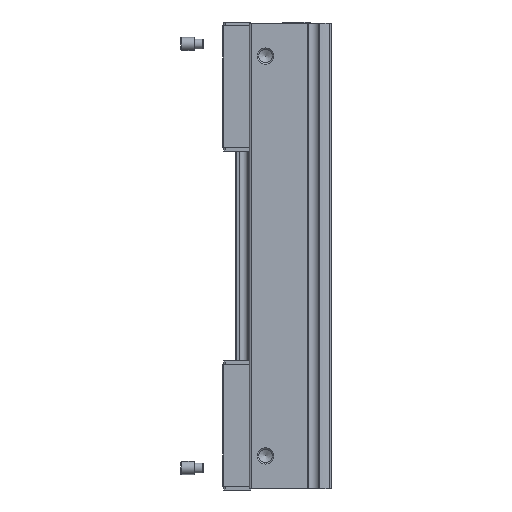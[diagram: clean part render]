
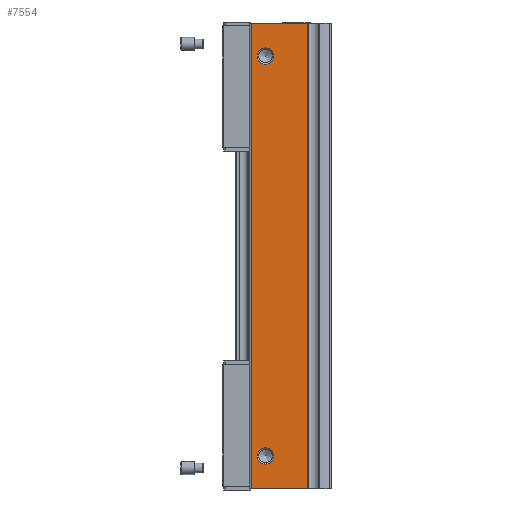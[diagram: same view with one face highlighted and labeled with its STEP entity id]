
A CAD part, left-side view. The second image highlights one B-rep face of the part: STEP entity #7554.
In plain terms, the highlighted planar face has unit normal (-1, 0, 0).
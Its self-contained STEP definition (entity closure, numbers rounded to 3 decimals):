
#134=PLANE('',#8094);
#412=LINE('',#11345,#1110);
#413=LINE('',#11351,#1111);
#414=LINE('',#11354,#1112);
#415=LINE('',#11355,#1113);
#1110=VECTOR('',#8963,1000.);
#1111=VECTOR('',#8970,1000.);
#1112=VECTOR('',#8971,1000.);
#1113=VECTOR('',#8972,1000.);
#1823=ORIENTED_EDGE('',*,*,#3939,.T.);
#1824=ORIENTED_EDGE('',*,*,#3940,.T.);
#1825=ORIENTED_EDGE('',*,*,#3941,.T.);
#1826=ORIENTED_EDGE('',*,*,#3942,.F.);
#1827=ORIENTED_EDGE('',*,*,#3938,.F.);
#1828=ORIENTED_EDGE('',*,*,#3943,.T.);
#3938=EDGE_CURVE('',#4996,#4994,#412,.T.);
#3939=EDGE_CURVE('',#4997,#4997,#5748,.T.);
#3940=EDGE_CURVE('',#4998,#4998,#5749,.T.);
#3941=EDGE_CURVE('',#4999,#5000,#413,.T.);
#3942=EDGE_CURVE('',#4994,#5000,#414,.T.);
#3943=EDGE_CURVE('',#4996,#4999,#415,.T.);
#4994=VERTEX_POINT('',#11340);
#4996=VERTEX_POINT('',#11344);
#4997=VERTEX_POINT('',#11348);
#4998=VERTEX_POINT('',#11350);
#4999=VERTEX_POINT('',#11352);
#5000=VERTEX_POINT('',#11353);
#5748=CIRCLE('',#8095,2.5);
#5749=CIRCLE('',#8096,2.5);
#6097=EDGE_LOOP('',(#1823));
#6098=EDGE_LOOP('',(#1824));
#6099=EDGE_LOOP('',(#1825,#1826,#1827,#1828));
#6745=FACE_BOUND('',#6097,.T.);
#6746=FACE_BOUND('',#6098,.T.);
#6747=FACE_BOUND('',#6099,.T.);
#7554=ADVANCED_FACE('',(#6745,#6746,#6747),#134,.T.);
#8094=AXIS2_PLACEMENT_3D('',#11346,#8964,#8965);
#8095=AXIS2_PLACEMENT_3D('',#11347,#8966,#8967);
#8096=AXIS2_PLACEMENT_3D('',#11349,#8968,#8969);
#8963=DIRECTION('',(0.,0.,1.));
#8964=DIRECTION('',(-1.,0.,0.));
#8965=DIRECTION('',(0.,0.,1.));
#8966=DIRECTION('',(1.,0.,0.));
#8967=DIRECTION('',(0.,0.,-1.));
#8968=DIRECTION('',(1.,0.,0.));
#8969=DIRECTION('',(0.,0.,-1.));
#8970=DIRECTION('',(0.,0.,1.));
#8971=DIRECTION('',(0.,-1.,0.));
#8972=DIRECTION('',(0.,-1.,0.));
#11340=CARTESIAN_POINT('',(-25.,24.25,0.));
#11344=CARTESIAN_POINT('',(-25.,24.25,-142.));
#11345=CARTESIAN_POINT('',(-25.,24.25,-142.));
#11346=CARTESIAN_POINT('',(-25.,24.25,-142.));
#11347=CARTESIAN_POINT('',(-25.,20.,-10.));
#11348=CARTESIAN_POINT('',(-25.,20.,-12.5));
#11349=CARTESIAN_POINT('',(-25.,20.,-132.));
#11350=CARTESIAN_POINT('',(-25.,20.,-134.5));
#11351=CARTESIAN_POINT('',(-25.,7.12,-142.));
#11352=CARTESIAN_POINT('',(-25.,7.12,-142.));
#11353=CARTESIAN_POINT('',(-25.,7.12,0.));
#11354=CARTESIAN_POINT('',(-25.,24.25,0.));
#11355=CARTESIAN_POINT('',(-25.,24.25,-142.));
